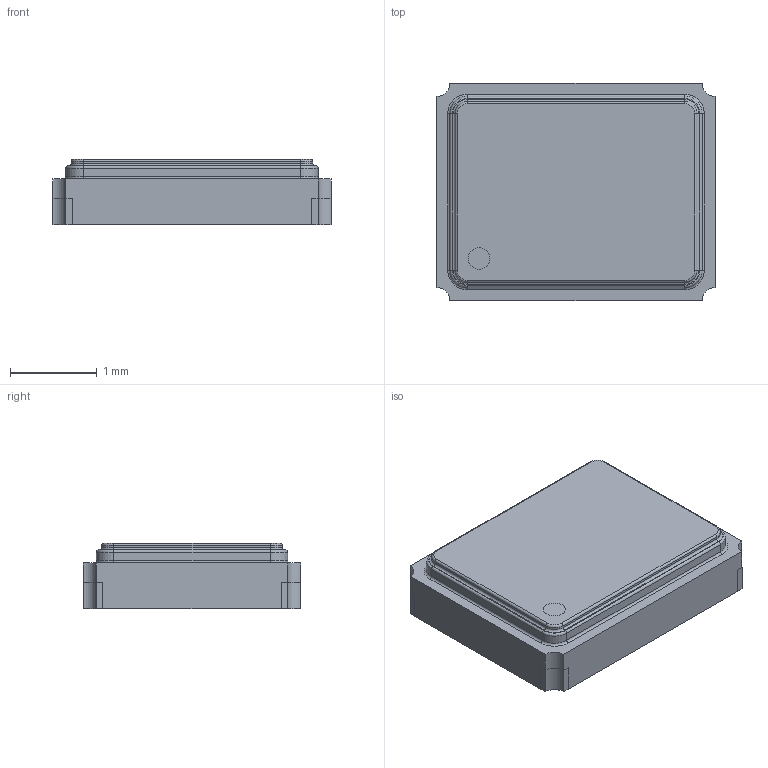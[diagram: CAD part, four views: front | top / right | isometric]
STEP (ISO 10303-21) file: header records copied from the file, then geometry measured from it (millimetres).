
FILE_DESCRIPTION (( 'STEP AP214' ), '1' );
FILE_NAME ('ABM8-272-T3.STEP', '2024-04-02T05:39:31', ( '' ), ( '' ), 'SwSTEP 2.0', 'SolidWorks 2023', '' );
FILE_SCHEMA (( 'AUTOMOTIVE_DESIGN' ));
Length unit declared in the file: millimetre
Products named in the file (1): ABM8-272-T3
Bounding box: 3.2 x 2.5 x 0.75 mm (x, y, z)
Volume: 5.5 mm3; surface area: 65 mm2
Topology: 8 solids, 8 shells, 143 faces, 346 edges, 220 vertices
Faces by surface type: plane 75, cylinder 52, torus 16
Entity records: 5823 total; most frequent: DIRECTION 754, CARTESIAN_POINT 710, ORIENTED_EDGE 692, EDGE_CURVE 346, AXIS2_PLACEMENT_3D 264, VECTOR 226, LINE 226, VERTEX_POINT 220
